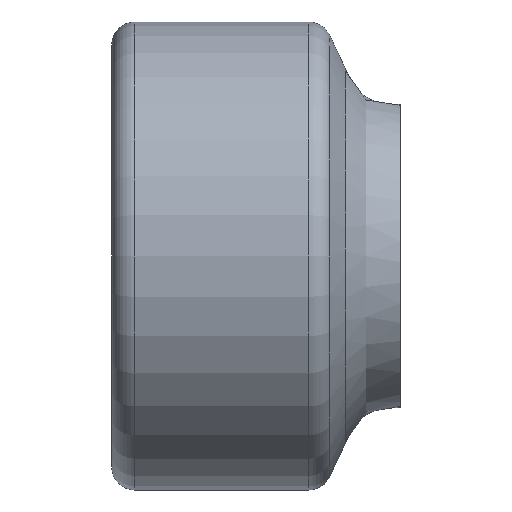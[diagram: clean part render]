
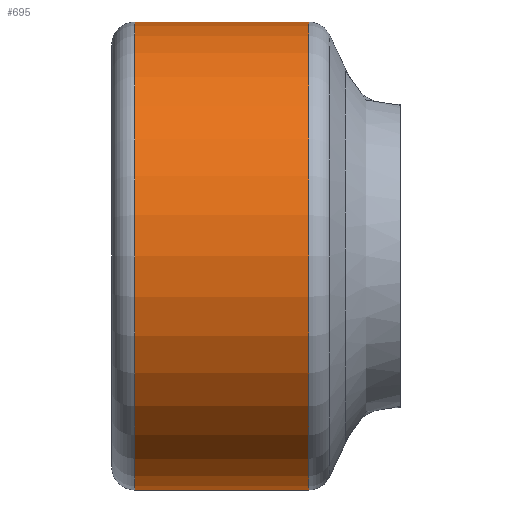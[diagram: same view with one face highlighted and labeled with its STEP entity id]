
A CAD part, left-side view. The second image highlights one B-rep face of the part: STEP entity #695.
In plain terms, the highlighted cylindrical face has radius 3.05 mm (diameter 6.1 mm), a partial arc.
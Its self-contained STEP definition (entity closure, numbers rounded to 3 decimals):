
#5 = DIRECTION ( 'NONE',  ( 0., 0., -1. ) ) ;
#10 = CARTESIAN_POINT ( 'NONE',  ( 0., 8.21, -3.05 ) ) ;
#14 = CARTESIAN_POINT ( 'NONE',  ( 0., 7.43, 0. ) ) ;
#24 = VERTEX_POINT ( 'NONE', #543 ) ;
#46 = DIRECTION ( 'NONE',  ( 0., 1., 0. ) ) ;
#103 = AXIS2_PLACEMENT_3D ( 'NONE', #424, #365, #577 ) ;
#114 = CARTESIAN_POINT ( 'NONE',  ( 0., 8.21, 3.05 ) ) ;
#124 = CYLINDRICAL_SURFACE ( 'NONE', #161, 3.05 ) ;
#125 = DIRECTION ( 'NONE',  ( 0., 1., 0. ) ) ;
#148 = EDGE_CURVE ( 'NONE', #504, #642, #450, .T. ) ;
#161 = AXIS2_PLACEMENT_3D ( 'NONE', #14, #170, #333 ) ;
#170 = DIRECTION ( 'NONE',  ( 0., 1., 0. ) ) ;
#179 = LINE ( 'NONE', #548, #384 ) ;
#201 = CARTESIAN_POINT ( 'NONE',  ( 0., 7.43, 3.05 ) ) ;
#231 = CARTESIAN_POINT ( 'NONE',  ( 0., 5.941, 3.05 ) ) ;
#273 = ORIENTED_EDGE ( 'NONE', *, *, #596, .T. ) ;
#298 = EDGE_CURVE ( 'NONE', #24, #366, #473, .T. ) ;
#319 = EDGE_CURVE ( 'NONE', #24, #642, #179, .T. ) ;
#333 = DIRECTION ( 'NONE',  ( 0., 0., 1. ) ) ;
#365 = DIRECTION ( 'NONE',  ( 0., -1., 0. ) ) ;
#366 = VERTEX_POINT ( 'NONE', #231 ) ;
#384 = VECTOR ( 'NONE', #125, 1000. ) ;
#419 = ORIENTED_EDGE ( 'NONE', *, *, #148, .T. ) ;
#424 = CARTESIAN_POINT ( 'NONE',  ( 0., 8.21, 0. ) ) ;
#450 = CIRCLE ( 'NONE', #103, 3.05 ) ;
#469 = LINE ( 'NONE', #201, #474 ) ;
#473 = CIRCLE ( 'NONE', #496, 3.05 ) ;
#474 = VECTOR ( 'NONE', #46, 1000. ) ;
#492 = FACE_OUTER_BOUND ( 'NONE', #670, .T. ) ;
#496 = AXIS2_PLACEMENT_3D ( 'NONE', #599, #542, #5 ) ;
#504 = VERTEX_POINT ( 'NONE', #114 ) ;
#511 = ORIENTED_EDGE ( 'NONE', *, *, #298, .T. ) ;
#542 = DIRECTION ( 'NONE',  ( 0., 1., 0. ) ) ;
#543 = CARTESIAN_POINT ( 'NONE',  ( 0., 5.941, -3.05 ) ) ;
#548 = CARTESIAN_POINT ( 'NONE',  ( 0., 7.43, -3.05 ) ) ;
#577 = DIRECTION ( 'NONE',  ( 0., 0., 1. ) ) ;
#596 = EDGE_CURVE ( 'NONE', #366, #504, #469, .T. ) ;
#599 = CARTESIAN_POINT ( 'NONE',  ( 0., 5.941, 0. ) ) ;
#642 = VERTEX_POINT ( 'NONE', #10 ) ;
#662 = ORIENTED_EDGE ( 'NONE', *, *, #319, .F. ) ;
#670 = EDGE_LOOP ( 'NONE', ( #662, #511, #273, #419 ) ) ;
#695 = ADVANCED_FACE ( 'NONE', ( #492 ), #124, .T. ) ;
